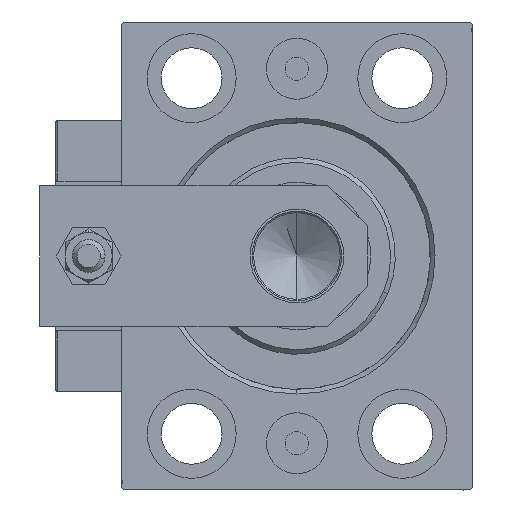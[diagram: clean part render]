
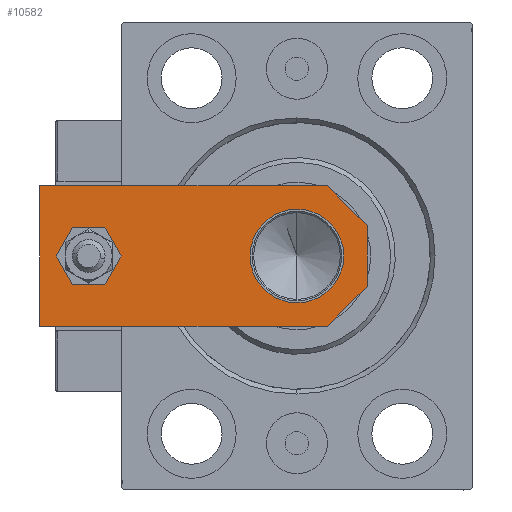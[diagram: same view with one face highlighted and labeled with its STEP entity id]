
A CAD part, left-side view. The second image highlights one B-rep face of the part: STEP entity #10582.
In plain terms, the highlighted face is planar.
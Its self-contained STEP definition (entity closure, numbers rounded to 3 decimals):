
#75 = VECTOR ( 'NONE', #16717, 1000. ) ;
#706 = EDGE_CURVE ( 'NONE', #32050, #48478, #14101, .T. ) ;
#1047 = CARTESIAN_POINT ( 'NONE',  ( 3.25, -3.25, 8. ) ) ;
#2935 = CARTESIAN_POINT ( 'NONE',  ( -15., 8.5, 8. ) ) ;
#2999 = EDGE_CURVE ( 'NONE', #38574, #12237, #33716, .T. ) ;
#3281 = CARTESIAN_POINT ( 'NONE',  ( 0., 15., 8. ) ) ;
#3518 = CARTESIAN_POINT ( 'NONE',  ( 15., 0., 8. ) ) ;
#3568 = CIRCLE ( 'NONE', #23273, 10. ) ;
#4250 = CIRCLE ( 'NONE', #44448, 4. ) ;
#5045 = CARTESIAN_POINT ( 'NONE',  ( 6.5, 0., 8. ) ) ;
#5396 = EDGE_LOOP ( 'NONE', ( #17202, #50268, #32582, #38749, #18165, #19457 ) ) ;
#5651 = CARTESIAN_POINT ( 'NONE',  ( -6.5, 0., 8. ) ) ;
#5854 = FACE_BOUND ( 'NONE', #43177, .T. ) ;
#5981 = CARTESIAN_POINT ( 'NONE',  ( -15., 70., 8. ) ) ;
#7738 = AXIS2_PLACEMENT_3D ( 'NONE', #36446, #40805, #13821 ) ;
#8737 = EDGE_CURVE ( 'NONE', #34591, #45930, #3568, .T. ) ;
#8882 = VERTEX_POINT ( 'NONE', #5045 ) ;
#9256 = VERTEX_POINT ( 'NONE', #28652 ) ;
#10349 = DIRECTION ( 'NONE',  ( 0., 0., 1. ) ) ;
#10582 = ADVANCED_FACE ( 'NONE', ( #36940, #41297, #5854 ), #44404, .T. ) ;
#12237 = VERTEX_POINT ( 'NONE', #20093 ) ;
#12908 = DIRECTION ( 'NONE',  ( 1., 0., 0. ) ) ;
#13630 = ORIENTED_EDGE ( 'NONE', *, *, #42715, .F. ) ;
#13693 = CARTESIAN_POINT ( 'NONE',  ( 15., 70., 8. ) ) ;
#13821 = DIRECTION ( 'NONE',  ( 1., 0., 0. ) ) ;
#14101 = LINE ( 'NONE', #26699, #25746 ) ;
#14608 = DIRECTION ( 'NONE',  ( 1., 0., 0. ) ) ;
#16717 = DIRECTION ( 'NONE',  ( 0.707, 0.707, 0. ) ) ;
#17202 = ORIENTED_EDGE ( 'NONE', *, *, #17331, .T. ) ;
#17331 = EDGE_CURVE ( 'NONE', #12237, #32050, #26033, .T. ) ;
#17979 = LINE ( 'NONE', #36293, #37630 ) ;
#18165 = ORIENTED_EDGE ( 'NONE', *, *, #41625, .T. ) ;
#18172 = DIRECTION ( 'NONE',  ( 1., 0., 0. ) ) ;
#18714 = DIRECTION ( 'NONE',  ( 0., 0., 1. ) ) ;
#19443 = CARTESIAN_POINT ( 'NONE',  ( 10., 15., 8. ) ) ;
#19457 = ORIENTED_EDGE ( 'NONE', *, *, #2999, .T. ) ;
#20093 = CARTESIAN_POINT ( 'NONE',  ( -15., 70., 8. ) ) ;
#20698 = CIRCLE ( 'NONE', #32166, 10. ) ;
#21165 = DIRECTION ( 'NONE',  ( 1., 0., 0. ) ) ;
#21411 = DIRECTION ( 'NONE',  ( 0., -1., 0. ) ) ;
#21618 = VERTEX_POINT ( 'NONE', #48480 ) ;
#21669 = CARTESIAN_POINT ( 'NONE',  ( 0., 59.5, 8. ) ) ;
#22044 = CARTESIAN_POINT ( 'NONE',  ( 0., 59.5, 8. ) ) ;
#23273 = AXIS2_PLACEMENT_3D ( 'NONE', #33386, #18714, #14608 ) ;
#23682 = CARTESIAN_POINT ( 'NONE',  ( -4., 59.5, 8. ) ) ;
#24523 = EDGE_CURVE ( 'NONE', #48478, #8882, #17979, .T. ) ;
#25545 = AXIS2_PLACEMENT_3D ( 'NONE', #22044, #44913, #18172 ) ;
#25746 = VECTOR ( 'NONE', #42346, 1000. ) ;
#26033 = LINE ( 'NONE', #5981, #28372 ) ;
#26699 = CARTESIAN_POINT ( 'NONE',  ( -3.25, -3.25, 8. ) ) ;
#27473 = VECTOR ( 'NONE', #33978, 1000. ) ;
#28372 = VECTOR ( 'NONE', #21411, 1000. ) ;
#28652 = CARTESIAN_POINT ( 'NONE',  ( 15., 8.5, 8. ) ) ;
#28800 = LINE ( 'NONE', #1047, #75 ) ;
#29613 = CIRCLE ( 'NONE', #25545, 4. ) ;
#32050 = VERTEX_POINT ( 'NONE', #2935 ) ;
#32131 = VECTOR ( 'NONE', #35117, 1000. ) ;
#32166 = AXIS2_PLACEMENT_3D ( 'NONE', #3281, #50039, #49789 ) ;
#32582 = ORIENTED_EDGE ( 'NONE', *, *, #24523, .T. ) ;
#33218 = EDGE_CURVE ( 'NONE', #8882, #9256, #28800, .T. ) ;
#33386 = CARTESIAN_POINT ( 'NONE',  ( 0., 15., 8. ) ) ;
#33716 = LINE ( 'NONE', #13693, #27473 ) ;
#33978 = DIRECTION ( 'NONE',  ( -1., 0., 0. ) ) ;
#34591 = VERTEX_POINT ( 'NONE', #36757 ) ;
#34626 = CARTESIAN_POINT ( 'NONE',  ( 15., 70., 8. ) ) ;
#35117 = DIRECTION ( 'NONE',  ( 0., 1., 0. ) ) ;
#35299 = EDGE_CURVE ( 'NONE', #21618, #45415, #4250, .T. ) ;
#36293 = CARTESIAN_POINT ( 'NONE',  ( -15., 0., 8. ) ) ;
#36446 = CARTESIAN_POINT ( 'NONE',  ( 0., 0., 8. ) ) ;
#36514 = EDGE_CURVE ( 'NONE', #45415, #21618, #29613, .T. ) ;
#36757 = CARTESIAN_POINT ( 'NONE',  ( -10., 15., 8. ) ) ;
#36940 = FACE_BOUND ( 'NONE', #38287, .T. ) ;
#37630 = VECTOR ( 'NONE', #12908, 1000. ) ;
#37953 = LINE ( 'NONE', #3518, #32131 ) ;
#38287 = EDGE_LOOP ( 'NONE', ( #42562, #47430 ) ) ;
#38574 = VERTEX_POINT ( 'NONE', #34626 ) ;
#38749 = ORIENTED_EDGE ( 'NONE', *, *, #33218, .T. ) ;
#38794 = ORIENTED_EDGE ( 'NONE', *, *, #8737, .F. ) ;
#40805 = DIRECTION ( 'NONE',  ( 0., 0., 1. ) ) ;
#41297 = FACE_OUTER_BOUND ( 'NONE', #5396, .T. ) ;
#41625 = EDGE_CURVE ( 'NONE', #9256, #38574, #37953, .T. ) ;
#42346 = DIRECTION ( 'NONE',  ( 0.707, -0.707, 0. ) ) ;
#42562 = ORIENTED_EDGE ( 'NONE', *, *, #36514, .F. ) ;
#42715 = EDGE_CURVE ( 'NONE', #45930, #34591, #20698, .T. ) ;
#43177 = EDGE_LOOP ( 'NONE', ( #38794, #13630 ) ) ;
#44404 = PLANE ( 'NONE',  #7738 ) ;
#44448 = AXIS2_PLACEMENT_3D ( 'NONE', #21669, #10349, #21165 ) ;
#44913 = DIRECTION ( 'NONE',  ( 0., 0., 1. ) ) ;
#45415 = VERTEX_POINT ( 'NONE', #23682 ) ;
#45930 = VERTEX_POINT ( 'NONE', #19443 ) ;
#47430 = ORIENTED_EDGE ( 'NONE', *, *, #35299, .F. ) ;
#48478 = VERTEX_POINT ( 'NONE', #5651 ) ;
#48480 = CARTESIAN_POINT ( 'NONE',  ( 4., 59.5, 8. ) ) ;
#49789 = DIRECTION ( 'NONE',  ( 1., 0., 0. ) ) ;
#50039 = DIRECTION ( 'NONE',  ( 0., 0., 1. ) ) ;
#50268 = ORIENTED_EDGE ( 'NONE', *, *, #706, .T. ) ;
